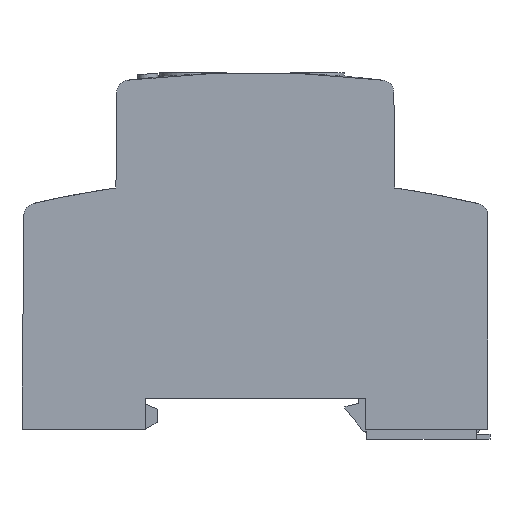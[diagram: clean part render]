
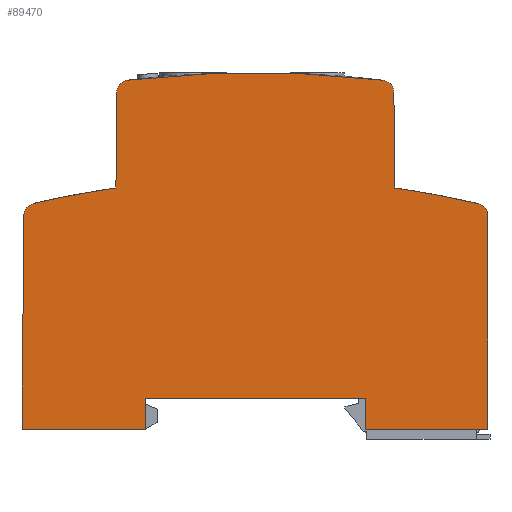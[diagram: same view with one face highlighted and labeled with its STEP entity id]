
A CAD part, left-side view. The second image highlights one B-rep face of the part: STEP entity #89470.
In plain terms, the highlighted face is planar.
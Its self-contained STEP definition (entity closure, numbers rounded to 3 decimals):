
#7480=CARTESIAN_POINT('',(106.975,16.056,-65.25));
#7490=VERTEX_POINT('',#7480);
#7520=CARTESIAN_POINT('',(45.021,16.056,-65.25));
#7530=DIRECTION('',(1.,0.,0.));
#7540=VECTOR('',#7530,1.);
#7550=LINE('',#7520,#7540);
#7560=CARTESIAN_POINT('',(87.091,16.056,-65.25));
#7570=VERTEX_POINT('',#7560);
#7580=EDGE_CURVE('',#7570,#7490,#7550,.T.);
#15230=CARTESIAN_POINT('',(46.861,55.264,-65.25));
#15240=DIRECTION('',(-0.009,-1.,
0.));
#15250=VECTOR('',#15240,1.);
#15260=LINE('',#15230,#15250);
#15270=CARTESIAN_POINT('',(46.992,70.373,-65.25));
#15280=VERTEX_POINT('',#15270);
#15290=CARTESIAN_POINT('',(46.858,54.948,-65.25));
#15300=VERTEX_POINT('',#15290);
#15310=EDGE_CURVE('',#15280,#15300,#15260,.T.);
#19970=CARTESIAN_POINT('',(91.825,54.948,-65.25));
#19980=VERTEX_POINT('',#19970);
#20010=CARTESIAN_POINT('',(69.341,-101.444,-65.25));
#20020=DIRECTION('',(0.,0.,-1.));
#20030=DIRECTION('',(-1.,0.,0.));
#20040=AXIS2_PLACEMENT_3D('',#20010,#20020,#20030);
#20050=CIRCLE('',#20040,158.);
#20060=CARTESIAN_POINT('',(105.127,52.45,-65.25));
#20070=VERTEX_POINT('',#20060);
#20080=EDGE_CURVE('',#19980,#20070,#20050,.T.);
#25620=CARTESIAN_POINT('',(45.021,21.056,-65.25));
#25630=DIRECTION('',(1.,0.,0.));
#25640=VECTOR('',#25630,1.);
#25650=LINE('',#25620,#25640);
#25660=CARTESIAN_POINT('',(51.591,21.056,-65.25));
#25670=VERTEX_POINT('',#25660);
#25680=CARTESIAN_POINT('',(87.091,21.056,-65.25));
#25690=VERTEX_POINT('',#25680);
#25700=EDGE_CURVE('',#25670,#25690,#25650,.T.);
#28340=CARTESIAN_POINT('',(87.091,55.264,-65.25));
#28350=DIRECTION('',(0.,-1.,0.));
#28360=VECTOR('',#28350,1.);
#28370=LINE('',#28340,#28360);
#28380=EDGE_CURVE('',#25690,#7570,#28370,.T.);
#35370=CARTESIAN_POINT('',(91.822,55.264,-65.25));
#35380=DIRECTION('',(-0.009,1.,
0.));
#35390=VECTOR('',#35380,1.);
#35400=LINE('',#35370,#35390);
#35410=CARTESIAN_POINT('',(91.69,70.373,-65.25));
#35420=VERTEX_POINT('',#35410);
#35430=EDGE_CURVE('',#19980,#35420,#35400,.T.);
#44990=CARTESIAN_POINT('',(48.992,70.355,-65.25));
#45000=DIRECTION('',(0.,0.,1.));
#45010=DIRECTION('',(1.,0.,0.));
#45020=AXIS2_PLACEMENT_3D('',#44990,#45000,#45010);
#45030=CIRCLE('',#45020,2.);
#45040=CARTESIAN_POINT('',(48.757,72.341,-65.25));
#45050=VERTEX_POINT('',#45040);
#45060=EDGE_CURVE('',#45050,#15280,#45030,.T.);
#45580=CARTESIAN_POINT('',(89.69,70.355,-65.25));
#45590=DIRECTION('',(0.,0.,1.));
#45600=DIRECTION('',(1.,0.,0.));
#45610=AXIS2_PLACEMENT_3D('',#45580,#45590,#45600);
#45620=CIRCLE('',#45610,2.);
#45630=CARTESIAN_POINT('',(89.926,72.341,-65.25));
#45640=VERTEX_POINT('',#45630);
#45650=EDGE_CURVE('',#35420,#45640,#45620,.T.);
#47770=CARTESIAN_POINT('',(31.841,55.264,
-65.25));
#47780=DIRECTION('',(0.,1.,0.));
#47790=VECTOR('',#47780,1.);
#47800=LINE('',#47770,#47790);
#47810=CARTESIAN_POINT('',(31.841,16.056,
-65.25));
#47820=VERTEX_POINT('',#47810);
#47830=CARTESIAN_POINT('',(31.841,50.463,
-65.25));
#47840=VERTEX_POINT('',#47830);
#47850=EDGE_CURVE('',#47820,#47840,#47800,.T.);
#49530=CARTESIAN_POINT('',(104.674,50.502,-65.25));
#49540=DIRECTION('',(0.,0.,-1.));
#49550=DIRECTION('',(-1.,0.,0.));
#49560=AXIS2_PLACEMENT_3D('',#49530,#49540,#49550);
#49570=CIRCLE('',#49560,2.);
#49580=CARTESIAN_POINT('',(106.674,50.52,-65.25));
#49590=VERTEX_POINT('',#49580);
#49600=EDGE_CURVE('',#20070,#49590,#49570,.T.);
#50100=CARTESIAN_POINT('',(106.633,55.264,-65.25));
#50110=DIRECTION('',(0.009,-1.,
0.));
#50120=VECTOR('',#50110,1.);
#50130=LINE('',#50100,#50120);
#50140=EDGE_CURVE('',#49590,#7490,#50130,.T.);
#81440=CARTESIAN_POINT('',(69.341,-101.444,-65.25));
#81450=DIRECTION('',(0.,0.,-1.));
#81460=DIRECTION('',(-1.,0.,0.));
#81470=AXIS2_PLACEMENT_3D('',#81440,#81450,#81460);
#81480=CIRCLE('',#81470,175.);
#81490=EDGE_CURVE('',#45050,#45640,#81480,.T.);
#88980=CARTESIAN_POINT('',(69.341,23.506,-65.25));
#88990=DIRECTION('',(0.,0.,-1.));
#89000=DIRECTION('',(-1.,0.,0.));
#89010=AXIS2_PLACEMENT_3D('',#88980,#88990,#89000);
#89020=PLANE('',#89010);
#89030=CARTESIAN_POINT('',(69.341,-101.444,-65.25));
#89040=DIRECTION('',(0.,0.,-1.));
#89050=DIRECTION('',(-1.,0.,0.));
#89060=AXIS2_PLACEMENT_3D('',#89030,#89040,#89050);
#89070=CIRCLE('',#89060,158.);
#89080=CARTESIAN_POINT('',(33.386,52.411,
-65.25));
#89090=VERTEX_POINT('',#89080);
#89100=EDGE_CURVE('',#89090,#15300,#89070,.T.);
#89110=ORIENTED_EDGE('',*,*,#89100,.T.);
#89120=CARTESIAN_POINT('',(33.841,50.463,
-65.25));
#89130=DIRECTION('',(0.,0.,-1.));
#89140=DIRECTION('',(-1.,0.,0.));
#89150=AXIS2_PLACEMENT_3D('',#89120,#89130,#89140);
#89160=CIRCLE('',#89150,2.);
#89170=EDGE_CURVE('',#47840,#89090,#89160,.T.);
#89180=ORIENTED_EDGE('',*,*,#89170,.T.);
#89190=ORIENTED_EDGE('',*,*,#47850,.T.);
#89200=CARTESIAN_POINT('',(45.021,16.056,-65.25));
#89210=DIRECTION('',(1.,0.,0.));
#89220=VECTOR('',#89210,1.);
#89230=LINE('',#89200,#89220);
#89240=CARTESIAN_POINT('',(51.591,16.056,-65.25));
#89250=VERTEX_POINT('',#89240);
#89260=EDGE_CURVE('',#47820,#89250,#89230,.T.);
#89270=ORIENTED_EDGE('',*,*,#89260,.F.);
#89280=CARTESIAN_POINT('',(51.591,55.264,-65.25));
#89290=DIRECTION('',(0.,-1.,0.));
#89300=VECTOR('',#89290,1.);
#89310=LINE('',#89280,#89300);
#89320=EDGE_CURVE('',#25670,#89250,#89310,.T.);
#89330=ORIENTED_EDGE('',*,*,#89320,.T.);
#89340=ORIENTED_EDGE('',*,*,#25700,.F.);
#89350=ORIENTED_EDGE('',*,*,#28380,.F.);
#89360=ORIENTED_EDGE('',*,*,#7580,.F.);
#89370=ORIENTED_EDGE('',*,*,#50140,.T.);
#89380=ORIENTED_EDGE('',*,*,#49600,.T.);
#89390=ORIENTED_EDGE('',*,*,#20080,.T.);
#89400=ORIENTED_EDGE('',*,*,#35430,.F.);
#89410=ORIENTED_EDGE('',*,*,#45650,.F.);
#89420=ORIENTED_EDGE('',*,*,#81490,.T.);
#89430=ORIENTED_EDGE('',*,*,#45060,.F.);
#89440=ORIENTED_EDGE('',*,*,#15310,.F.);
#89450=EDGE_LOOP('',(#89440,#89430,#89420,#89410,#89400,#89390,#89380,
#89370,#89360,#89350,#89340,#89330,#89270,#89190,#89180,#89110));
#89460=FACE_OUTER_BOUND('',#89450,.T.);
#89470=ADVANCED_FACE('',(#89460),#89020,.T.);
